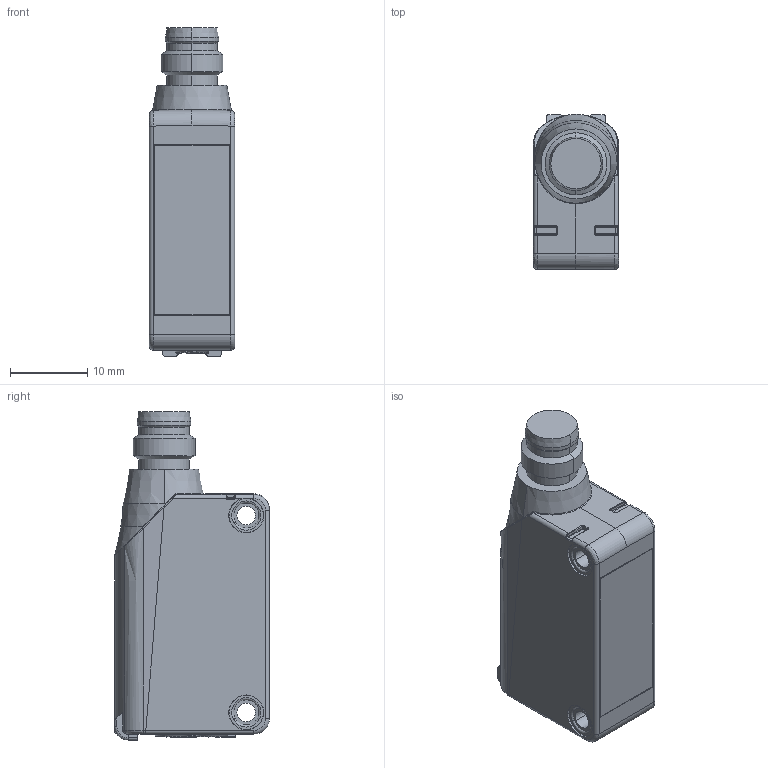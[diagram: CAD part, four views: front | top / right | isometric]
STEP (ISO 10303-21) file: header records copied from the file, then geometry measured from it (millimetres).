
FILE_DESCRIPTION((''),'2;1');
FILE_NAME('CAD1038_ML100-8_95','2009-02-20T',('mflender'),(''),'PRO/ENGINEER BY PARAMETRIC TECHNOLOGY CORPORATION, 2006300','PRO/ENGINEER BY PARAMETRIC TECHNOLOGY CORPORATION, 2006300','');
FILE_SCHEMA(('CONFIG_CONTROL_DESIGN'));
Length unit declared in the file: millimetre
Products named in the file (1): CAD1038_ML100-8_95
Bounding box: 11 x 20 x 42.4 mm (x, y, z)
Volume: 6842.1 mm3; surface area: 2756.7 mm2
Topology: 1 solids, 1 shells, 456 faces, 1148 edges, 722 vertices
Faces by surface type: plane 173, cylinder 128, bspline 63, torus 52, cone 24, sphere 16
Entity records: 20636 total; most frequent: CARTESIAN_POINT 6369, ORIENTED_EDGE 2260, DIRECTION 2071, PRESENTATION_STYLE_ASSIGNMENT 1177, STYLED_ITEM 1160, CURVE_STYLE 1151, EDGE_CURVE 1130, AXIS2_PLACEMENT_3D 770
